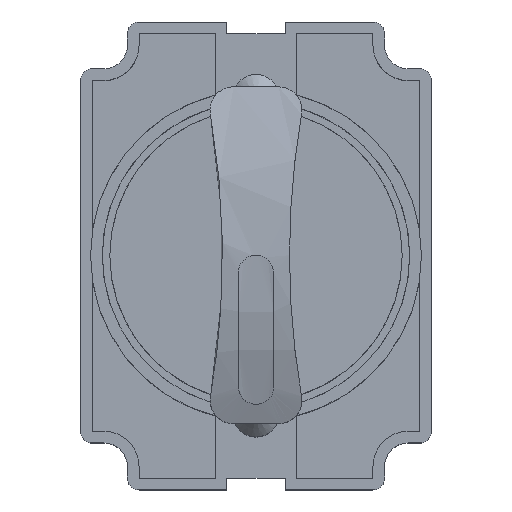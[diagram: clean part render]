
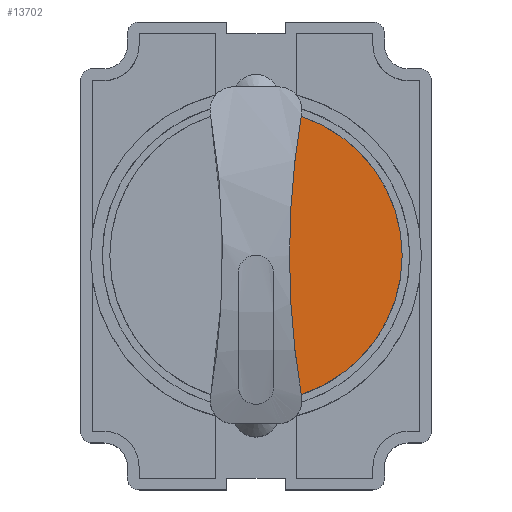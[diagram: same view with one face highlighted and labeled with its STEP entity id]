
A CAD part, top view. The second image highlights one B-rep face of the part: STEP entity #13702.
In plain terms, the highlighted planar face has unit normal (0, 0, 1).
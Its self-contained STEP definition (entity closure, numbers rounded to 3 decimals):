
#639 = AXIS2_PLACEMENT_3D ( 'NONE', #5710, #1436, #4765 ) ;
#1305 = CARTESIAN_POINT ( 'NONE',  ( 12.5, 0., 20.001 ) ) ;
#1436 = DIRECTION ( 'NONE',  ( 0., 0., 1. ) ) ;
#1482 = DIRECTION ( 'NONE',  ( -1., 0., 0. ) ) ;
#1579 = CARTESIAN_POINT ( 'NONE',  ( 73.923, 0., 20.001 ) ) ;
#1687 = DIRECTION ( 'NONE',  ( 0., 0., -1. ) ) ;
#1926 = PLANE ( 'NONE',  #7724 ) ;
#2132 = EDGE_CURVE ( 'NONE', #9753, #2413, #8625, .T. ) ;
#2413 = VERTEX_POINT ( 'NONE', #3808 ) ;
#2428 = AXIS2_PLACEMENT_3D ( 'NONE', #4880, #9081, #2607 ) ;
#2607 = DIRECTION ( 'NONE',  ( 1., 0., 0. ) ) ;
#2729 = DIRECTION ( 'NONE',  ( 0., 0., -1. ) ) ;
#2910 = CARTESIAN_POINT ( 'NONE',  ( 0., 0., 20.001 ) ) ;
#3044 = DIRECTION ( 'NONE',  ( 0., 0., 1. ) ) ;
#3409 = AXIS2_PLACEMENT_3D ( 'NONE', #4931, #1687, #10114 ) ;
#3808 = CARTESIAN_POINT ( 'NONE',  ( 2.865, 0., 20.001 ) ) ;
#3944 = VERTEX_POINT ( 'NONE', #10996 ) ;
#4765 = DIRECTION ( 'NONE',  ( 1., 0., 0. ) ) ;
#4880 = CARTESIAN_POINT ( 'NONE',  ( 0., 0., 20.001 ) ) ;
#4931 = CARTESIAN_POINT ( 'NONE',  ( 73.923, 0., 20.001 ) ) ;
#5584 = CIRCLE ( 'NONE', #3409, 71.058 ) ;
#5710 = CARTESIAN_POINT ( 'NONE',  ( 0., 0., 20.001 ) ) ;
#6480 = CIRCLE ( 'NONE', #2428, 12.5 ) ;
#6492 = CIRCLE ( 'NONE', #639, 12.5 ) ;
#6524 = ORIENTED_EDGE ( 'NONE', *, *, #2132, .F. ) ;
#7546 = EDGE_CURVE ( 'NONE', #9893, #3944, #6492, .T. ) ;
#7724 = AXIS2_PLACEMENT_3D ( 'NONE', #2910, #3044, #13717 ) ;
#8615 = ORIENTED_EDGE ( 'NONE', *, *, #7546, .T. ) ;
#8625 = CIRCLE ( 'NONE', #8723, 71.058 ) ;
#8723 = AXIS2_PLACEMENT_3D ( 'NONE', #1579, #2729, #1482 ) ;
#9081 = DIRECTION ( 'NONE',  ( 0., 0., 1. ) ) ;
#9369 = EDGE_LOOP ( 'NONE', ( #6524, #13509, #8615, #9567 ) ) ;
#9567 = ORIENTED_EDGE ( 'NONE', *, *, #13502, .F. ) ;
#9753 = VERTEX_POINT ( 'NONE', #12887 ) ;
#9893 = VERTEX_POINT ( 'NONE', #1305 ) ;
#10114 = DIRECTION ( 'NONE',  ( -1., 0., 0. ) ) ;
#10996 = CARTESIAN_POINT ( 'NONE',  ( 3.866, 11.887, 20.001 ) ) ;
#11156 = EDGE_CURVE ( 'NONE', #9753, #9893, #6480, .T. ) ;
#12887 = CARTESIAN_POINT ( 'NONE',  ( 3.866, -11.887, 20.001 ) ) ;
#13502 = EDGE_CURVE ( 'NONE', #2413, #3944, #5584, .T. ) ;
#13509 = ORIENTED_EDGE ( 'NONE', *, *, #11156, .T. ) ;
#13702 = ADVANCED_FACE ( 'NONE', ( #13803 ), #1926, .T. ) ;
#13717 = DIRECTION ( 'NONE',  ( 1., 0., 0. ) ) ;
#13803 = FACE_OUTER_BOUND ( 'NONE', #9369, .T. ) ;
